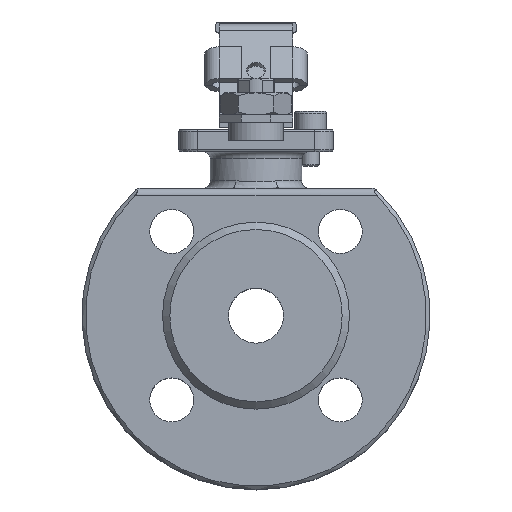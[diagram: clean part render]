
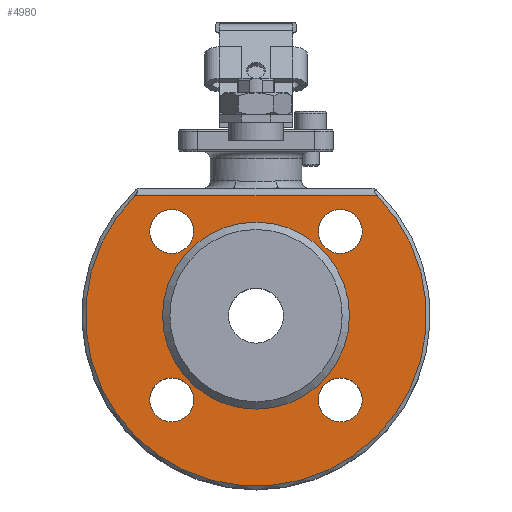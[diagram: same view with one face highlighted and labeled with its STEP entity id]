
A CAD part, top view. The second image highlights one B-rep face of the part: STEP entity #4980.
In plain terms, the highlighted planar face has unit normal (0, 0, 1).
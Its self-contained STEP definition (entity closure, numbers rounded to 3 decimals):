
#203=FACE_BOUND('',#1126,.T.);
#204=FACE_BOUND('',#1127,.T.);
#205=FACE_BOUND('',#1128,.T.);
#206=FACE_BOUND('',#1129,.T.);
#207=FACE_BOUND('',#1130,.T.);
#313=CIRCLE('',#5501,46.5);
#316=CIRCLE('',#5508,25.5);
#317=CIRCLE('',#5509,6.);
#318=CIRCLE('',#5510,6.);
#319=CIRCLE('',#5511,6.);
#320=CIRCLE('',#5512,6.);
#820=FACE_OUTER_BOUND('',#1125,.T.);
#1125=EDGE_LOOP('',(#3767,#3768));
#1126=EDGE_LOOP('',(#3769));
#1127=EDGE_LOOP('',(#3770));
#1128=EDGE_LOOP('',(#3771));
#1129=EDGE_LOOP('',(#3772));
#1130=EDGE_LOOP('',(#3773));
#1467=LINE('',#7700,#1884);
#1884=VECTOR('',#6248,10.);
#2337=VERTEX_POINT('',#7684);
#2338=VERTEX_POINT('',#7699);
#2342=VERTEX_POINT('',#7741);
#2343=VERTEX_POINT('',#7743);
#2344=VERTEX_POINT('',#7745);
#2345=VERTEX_POINT('',#7747);
#2346=VERTEX_POINT('',#7749);
#2845=EDGE_CURVE('',#2337,#2338,#1467,.T.);
#2850=EDGE_CURVE('',#2337,#2338,#313,.T.);
#2855=EDGE_CURVE('',#2342,#2342,#316,.T.);
#2856=EDGE_CURVE('',#2343,#2343,#317,.T.);
#2857=EDGE_CURVE('',#2344,#2344,#318,.T.);
#2858=EDGE_CURVE('',#2345,#2345,#319,.T.);
#2859=EDGE_CURVE('',#2346,#2346,#320,.T.);
#3767=ORIENTED_EDGE('',*,*,#2845,.F.);
#3768=ORIENTED_EDGE('',*,*,#2850,.T.);
#3769=ORIENTED_EDGE('',*,*,#2855,.T.);
#3770=ORIENTED_EDGE('',*,*,#2856,.T.);
#3771=ORIENTED_EDGE('',*,*,#2857,.T.);
#3772=ORIENTED_EDGE('',*,*,#2858,.T.);
#3773=ORIENTED_EDGE('',*,*,#2859,.T.);
#4766=PLANE('',#5507);
#4980=ADVANCED_FACE('',(#820,#203,#204,#205,#206,#207),#4766,.T.);
#5501=AXIS2_PLACEMENT_3D('',#7726,#6255,#6256);
#5507=AXIS2_PLACEMENT_3D('',#7740,#6268,#6269);
#5508=AXIS2_PLACEMENT_3D('',#7742,#6270,#6271);
#5509=AXIS2_PLACEMENT_3D('',#7744,#6272,#6273);
#5510=AXIS2_PLACEMENT_3D('',#7746,#6274,#6275);
#5511=AXIS2_PLACEMENT_3D('',#7748,#6276,#6277);
#5512=AXIS2_PLACEMENT_3D('',#7750,#6278,#6279);
#6248=DIRECTION('',(1.,0.,0.));
#6255=DIRECTION('center_axis',(0.,0.,
1.));
#6256=DIRECTION('ref_axis',(-1.,0.,0.));
#6268=DIRECTION('center_axis',(0.,0.,
1.));
#6269=DIRECTION('ref_axis',(1.,0.,0.));
#6270=DIRECTION('center_axis',(0.,0.,
-1.));
#6271=DIRECTION('ref_axis',(-1.,0.,0.));
#6272=DIRECTION('center_axis',(0.,0.,
-1.));
#6273=DIRECTION('ref_axis',(-1.,0.,0.));
#6274=DIRECTION('center_axis',(0.,0.,
-1.));
#6275=DIRECTION('ref_axis',(-1.,0.,0.));
#6276=DIRECTION('center_axis',(0.,0.,
-1.));
#6277=DIRECTION('ref_axis',(-1.,0.,0.));
#6278=DIRECTION('center_axis',(0.,0.,
-1.));
#6279=DIRECTION('ref_axis',(-1.,0.,0.));
#7684=CARTESIAN_POINT('',(-33.01,32.75,32.));
#7699=CARTESIAN_POINT('',(33.01,32.75,32.));
#7700=CARTESIAN_POINT('',(-0.07,32.75,32.));
#7726=CARTESIAN_POINT('Origin',(0.,0.,
32.));
#7740=CARTESIAN_POINT('Origin',(0.,0.,
32.));
#7741=CARTESIAN_POINT('',(25.5,0.,32.));
#7742=CARTESIAN_POINT('Origin',(0.,0.,
32.));
#7743=CARTESIAN_POINT('',(28.981,-22.981,32.));
#7744=CARTESIAN_POINT('Origin',(22.981,-22.981,32.));
#7745=CARTESIAN_POINT('',(-16.981,-22.981,32.));
#7746=CARTESIAN_POINT('Origin',(-22.981,-22.981,32.));
#7747=CARTESIAN_POINT('',(-16.981,22.981,32.));
#7748=CARTESIAN_POINT('Origin',(-22.981,22.981,32.));
#7749=CARTESIAN_POINT('',(28.981,22.981,32.));
#7750=CARTESIAN_POINT('Origin',(22.981,22.981,32.));
